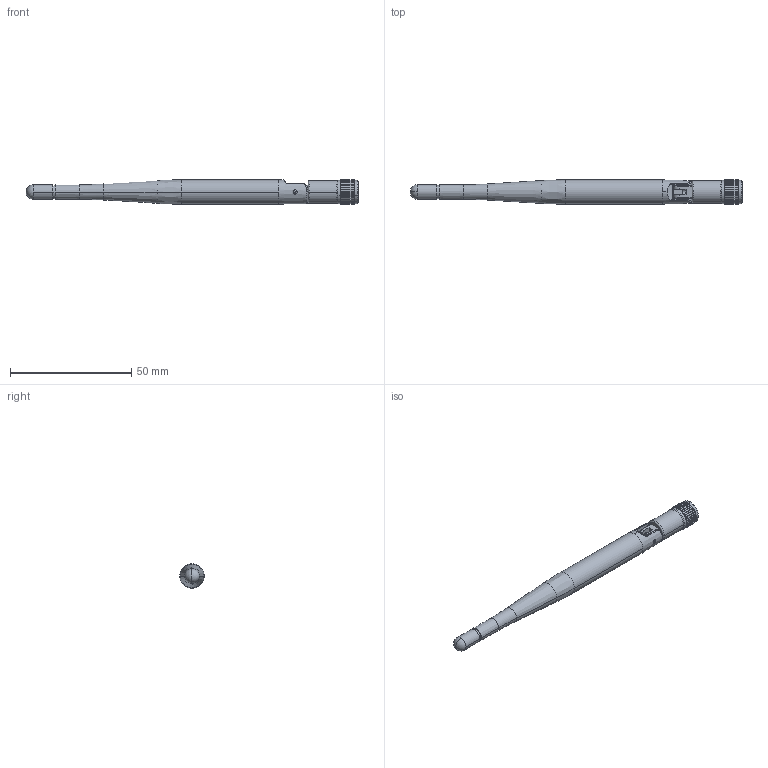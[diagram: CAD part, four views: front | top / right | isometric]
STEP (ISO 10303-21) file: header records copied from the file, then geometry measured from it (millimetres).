
FILE_DESCRIPTION(/* description */ (''),/* implementation_level */ '2;1');
FILE_NAME(/* name */ '3d_CX07.stp',/* time_stamp */ '2024-08-28T13:44:50+02:00',/* author */ (''),/* organization */ (''),/* preprocessor_version */ 'ST-DEVELOPER v16.7',/* originating_system */ 'SIEMENS PLM Software NX 12.0',/* authorisation */ '');
FILE_SCHEMA (('AUTOMOTIVE_DESIGN { 1 0 10303 214 3 1 1 1 }'));
Length unit declared in the file: millimetre
Products named in the file (1): Rugg6F840250wzhr
Bounding box: 136.75 x 10 x 10 mm (x, y, z)
Volume: 5025 mm3; surface area: 8554.1 mm2
Topology: 13 solids, 13 shells, 883 faces, 2258 edges, 1425 vertices
Faces by surface type: plane 337, cylinder 304, cone 162, bspline 51, torus 19, sphere 10
Entity records: 29354 total; most frequent: CARTESIAN_POINT 8115, ORIENTED_EDGE 4492, DIRECTION 4330, EDGE_CURVE 2246, AXIS2_PLACEMENT_3D 1561, VERTEX_POINT 1424, LINE 1208, VECTOR 1208
